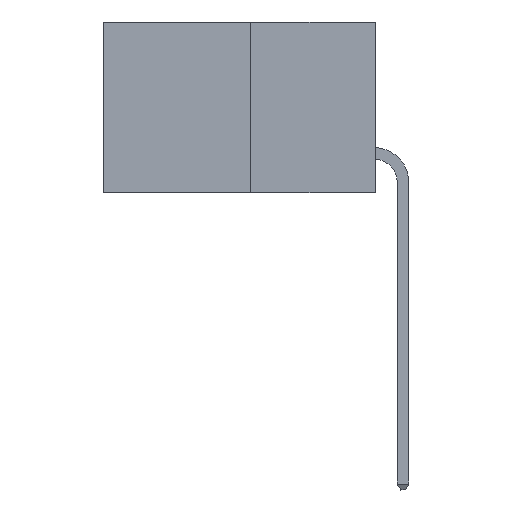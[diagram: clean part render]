
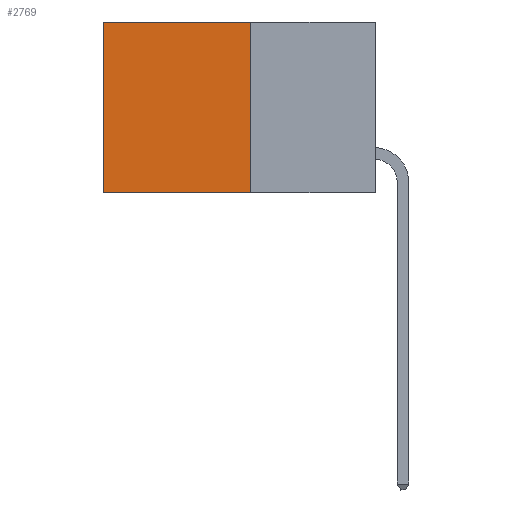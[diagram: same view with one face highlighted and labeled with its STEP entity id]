
A CAD part, left-side view. The second image highlights one B-rep face of the part: STEP entity #2769.
In plain terms, the highlighted planar face has unit normal (-1, 0, 0).
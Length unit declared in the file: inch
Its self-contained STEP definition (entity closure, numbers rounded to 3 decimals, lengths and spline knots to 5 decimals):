
#180 = VERTEX_POINT ( 'NONE', #2106 ) ;
#692 = CARTESIAN_POINT ( 'NONE',  ( 0.277, 0.59, 0. ) ) ;
#1023 = DIRECTION ( 'NONE',  ( 1., 0., 0. ) ) ;
#1125 = VECTOR ( 'NONE', #3769, 39.37008 ) ;
#1386 = LINE ( 'NONE', #6946, #6783 ) ;
#1864 = CARTESIAN_POINT ( 'NONE',  ( 0.277, 0.59, -0.37 ) ) ;
#2104 = DIRECTION ( 'NONE',  ( 0., 0., -1. ) ) ;
#2106 = CARTESIAN_POINT ( 'NONE',  ( 0.277, 0.27, 0. ) ) ;
#2769 = ADVANCED_FACE ( 'NONE', ( #4722 ), #5304, .F. ) ;
#3240 = LINE ( 'NONE', #8539, #1125 ) ;
#3400 = CARTESIAN_POINT ( 'NONE',  ( 0.277, 0.59, -0.37 ) ) ;
#3769 = DIRECTION ( 'NONE',  ( 0., 1., 0. ) ) ;
#3846 = ORIENTED_EDGE ( 'NONE', *, *, #3954, .T. ) ;
#3954 = EDGE_CURVE ( 'NONE', #180, #8680, #3240, .T. ) ;
#4361 = ORIENTED_EDGE ( 'NONE', *, *, #5456, .T. ) ;
#4591 = CARTESIAN_POINT ( 'NONE',  ( 0.277, 0.27, -0.37 ) ) ;
#4722 = FACE_OUTER_BOUND ( 'NONE', #6948, .T. ) ;
#4736 = VERTEX_POINT ( 'NONE', #7368 ) ;
#5304 = PLANE ( 'NONE',  #8353 ) ;
#5456 = EDGE_CURVE ( 'NONE', #8680, #7212, #8901, .T. ) ;
#5994 = DIRECTION ( 'NONE',  ( 0., 0., -1. ) ) ;
#6144 = VECTOR ( 'NONE', #2104, 39.37008 ) ;
#6239 = ORIENTED_EDGE ( 'NONE', *, *, #8682, .F. ) ;
#6292 = DIRECTION ( 'NONE',  ( 0., 1., 0. ) ) ;
#6783 = VECTOR ( 'NONE', #6292, 39.37008 ) ;
#6946 = CARTESIAN_POINT ( 'NONE',  ( 0.277, 0.27, -0.37 ) ) ;
#6948 = EDGE_LOOP ( 'NONE', ( #4361, #7830, #6239, #3846 ) ) ;
#7212 = VERTEX_POINT ( 'NONE', #1864 ) ;
#7368 = CARTESIAN_POINT ( 'NONE',  ( 0.277, 0.27, -0.37 ) ) ;
#7830 = ORIENTED_EDGE ( 'NONE', *, *, #8634, .F. ) ;
#7932 = LINE ( 'NONE', #8329, #6144 ) ;
#8329 = CARTESIAN_POINT ( 'NONE',  ( 0.277, 0.27, -0.37 ) ) ;
#8353 = AXIS2_PLACEMENT_3D ( 'NONE', #4591, #1023, #5994 ) ;
#8539 = CARTESIAN_POINT ( 'NONE',  ( 0.277, 0.27, 0. ) ) ;
#8634 = EDGE_CURVE ( 'NONE', #4736, #7212, #1386, .T. ) ;
#8680 = VERTEX_POINT ( 'NONE', #692 ) ;
#8682 = EDGE_CURVE ( 'NONE', #180, #4736, #7932, .T. ) ;
#8706 = VECTOR ( 'NONE', #8868, 39.37008 ) ;
#8868 = DIRECTION ( 'NONE',  ( 0., 0., -1. ) ) ;
#8901 = LINE ( 'NONE', #3400, #8706 ) ;
